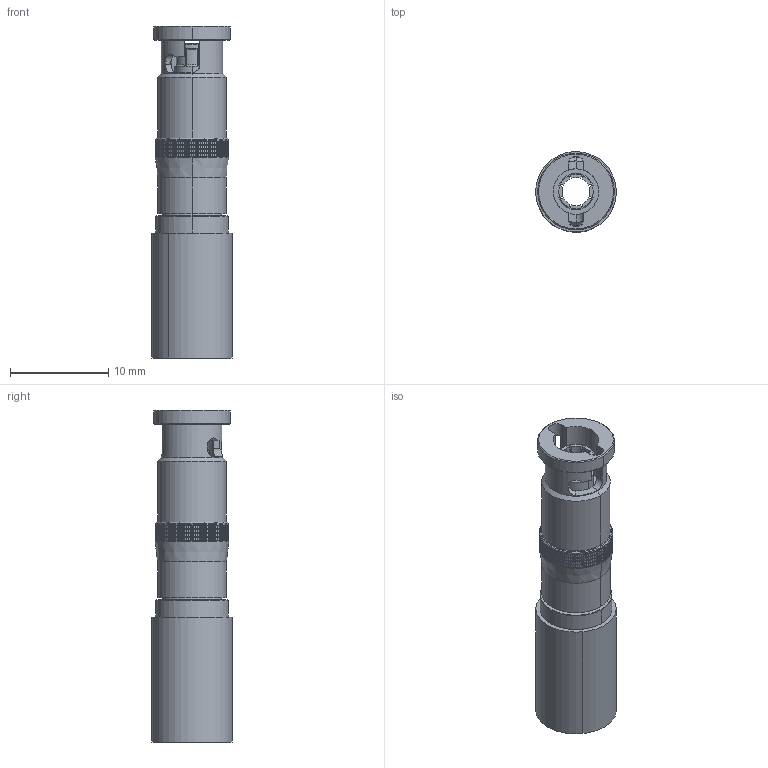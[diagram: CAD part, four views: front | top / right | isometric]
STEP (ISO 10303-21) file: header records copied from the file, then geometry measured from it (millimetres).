
FILE_DESCRIPTION (( 'STEP AP203' ), '1' );
FILE_NAME ('67-005-B66-FC.STEP', '2019-09-06T07:39:02', ( 'So''doherty' ), ( 'Hewlett-Packard Company' ), 'SwSTEP 2.0', 'SolidWorks 2016', '' );
FILE_SCHEMA (( 'CONFIG_CONTROL_DESIGN' ));
Length unit declared in the file: millimetre
Products named in the file (1): 67-005-B66-FC
Bounding box: 8.17 x 8.17 x 33.82 mm (x, y, z)
Surface area: 1596.5 mm2 (no closed solid volume)
Topology: 0 solids, 7 shells, 2164 faces, 4666 edges, 2456 vertices
Faces by surface type: plane 865, cone 822, cylinder 475, torus 2
Entity records: 57993 total; most frequent: CARTESIAN_POINT 14475, ORIENTED_EDGE 9042, DIRECTION 8810, EDGE_CURVE 4666, AXIS2_PLACEMENT_3D 3691, VERTEX_POINT 2456, EDGE_LOOP 2173, ADVANCED_FACE 2164
